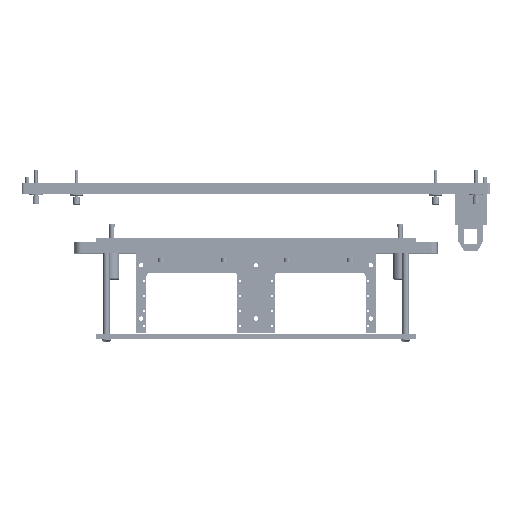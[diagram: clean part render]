
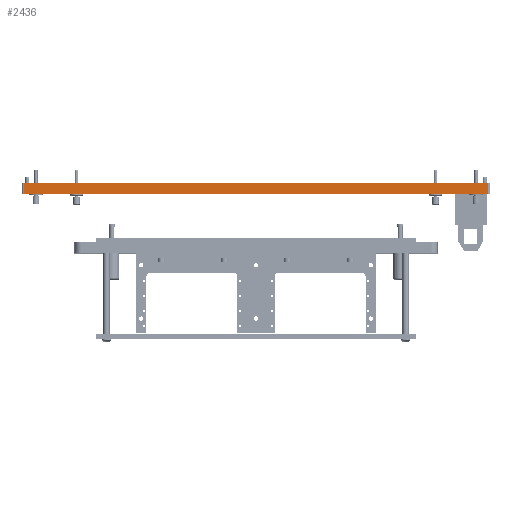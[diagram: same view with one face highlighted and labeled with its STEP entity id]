
A CAD part, top view. The second image highlights one B-rep face of the part: STEP entity #2436.
In plain terms, the highlighted face is planar.
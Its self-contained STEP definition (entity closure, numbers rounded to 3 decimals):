
#523 = ORIENTED_EDGE ( 'NONE', *, *, #7566, .F. ) ;
#590 = CARTESIAN_POINT ( 'NONE',  ( 436., 0., 0. ) ) ;
#2436 = ADVANCED_FACE ( 'NONE', ( #8936 ), #41013, .T. ) ;
#6775 = EDGE_CURVE ( 'NONE', #47096, #35156, #38825, .T. ) ;
#6794 = EDGE_CURVE ( 'NONE', #47096, #26943, #37567, .T. ) ;
#7382 = ORIENTED_EDGE ( 'NONE', *, *, #6775, .F. ) ;
#7566 = EDGE_CURVE ( 'NONE', #35156, #50221, #39399, .T. ) ;
#8658 = CARTESIAN_POINT ( 'NONE',  ( 2., 0., -10. ) ) ;
#8936 = FACE_OUTER_BOUND ( 'NONE', #13969, .T. ) ;
#9319 = ORIENTED_EDGE ( 'NONE', *, *, #39358, .T. ) ;
#12768 = DIRECTION ( 'NONE',  ( 0., 0., -1. ) ) ;
#13969 = EDGE_LOOP ( 'NONE', ( #523, #7382, #45880, #9319 ) ) ;
#14356 = DIRECTION ( 'NONE',  ( 1., 0., 0. ) ) ;
#16384 = VECTOR ( 'NONE', #14356, 1000. ) ;
#17101 = VECTOR ( 'NONE', #33383, 1000. ) ;
#24550 = CARTESIAN_POINT ( 'NONE',  ( 436., 0., -10. ) ) ;
#26559 = CARTESIAN_POINT ( 'NONE',  ( 2., 0., 0. ) ) ;
#26676 = LINE ( 'NONE', #24550, #52181 ) ;
#26943 = VERTEX_POINT ( 'NONE', #41509 ) ;
#30634 = AXIS2_PLACEMENT_3D ( 'NONE', #8658, #49055, #12768 ) ;
#31339 = CARTESIAN_POINT ( 'NONE',  ( 2., 0., -10. ) ) ;
#33383 = DIRECTION ( 'NONE',  ( 0., 0., 1. ) ) ;
#35156 = VERTEX_POINT ( 'NONE', #38947 ) ;
#37567 = LINE ( 'NONE', #41028, #45821 ) ;
#38825 = LINE ( 'NONE', #49070, #17101 ) ;
#38947 = CARTESIAN_POINT ( 'NONE',  ( 2., 0., 0. ) ) ;
#39358 = EDGE_CURVE ( 'NONE', #26943, #50221, #26676, .T. ) ;
#39399 = LINE ( 'NONE', #26559, #16384 ) ;
#41013 = PLANE ( 'NONE',  #30634 ) ;
#41028 = CARTESIAN_POINT ( 'NONE',  ( 2., 0., -10. ) ) ;
#41509 = CARTESIAN_POINT ( 'NONE',  ( 436., 0., -10. ) ) ;
#45131 = DIRECTION ( 'NONE',  ( 1., 0., 0. ) ) ;
#45341 = DIRECTION ( 'NONE',  ( 0., 0., 1. ) ) ;
#45821 = VECTOR ( 'NONE', #45131, 1000. ) ;
#45880 = ORIENTED_EDGE ( 'NONE', *, *, #6794, .T. ) ;
#47096 = VERTEX_POINT ( 'NONE', #31339 ) ;
#49055 = DIRECTION ( 'NONE',  ( 0., -1., 0. ) ) ;
#49070 = CARTESIAN_POINT ( 'NONE',  ( 2., 0., -10. ) ) ;
#50221 = VERTEX_POINT ( 'NONE', #590 ) ;
#52181 = VECTOR ( 'NONE', #45341, 1000. ) ;
